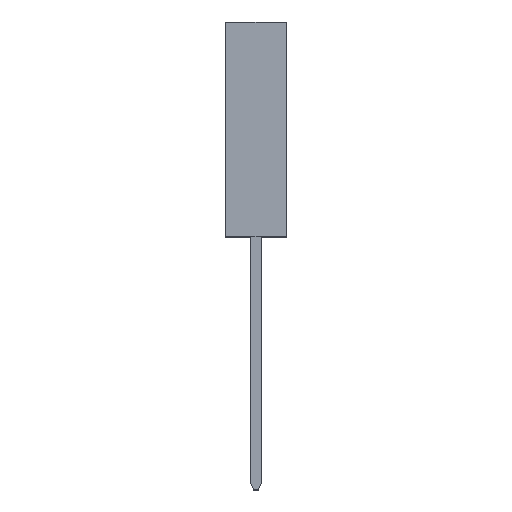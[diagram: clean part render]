
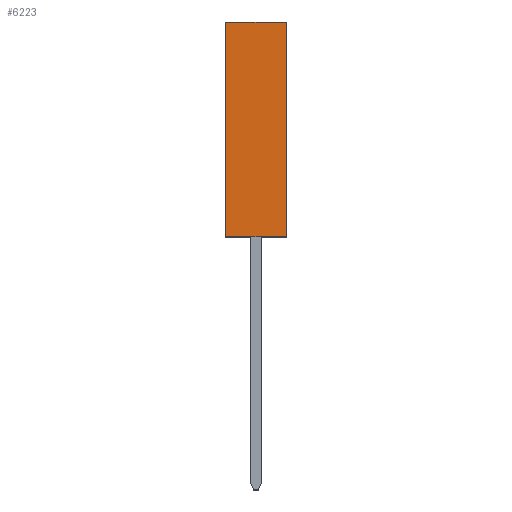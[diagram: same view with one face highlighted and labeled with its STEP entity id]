
A CAD part, top view. The second image highlights one B-rep face of the part: STEP entity #6223.
In plain terms, the highlighted planar face has unit normal (0, 0, 1).
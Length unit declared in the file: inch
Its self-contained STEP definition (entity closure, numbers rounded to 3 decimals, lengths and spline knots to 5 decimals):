
#21 = EDGE_CURVE ( 'NONE', #2231, #5245, #6305, .T. ) ;
#187 = CARTESIAN_POINT ( 'NONE',  ( 0.0475, 0., 0.31 ) ) ;
#337 = CARTESIAN_POINT ( 'NONE',  ( 0.0475, 0.335, 0.31 ) ) ;
#451 = ORIENTED_EDGE ( 'NONE', *, *, #2804, .F. ) ;
#855 = CARTESIAN_POINT ( 'NONE',  ( -0.0475, 0.335, 0.31 ) ) ;
#890 = FACE_OUTER_BOUND ( 'NONE', #1408, .T. ) ;
#897 = CARTESIAN_POINT ( 'NONE',  ( -0.0475, 0.335, 0.31 ) ) ;
#1408 = EDGE_LOOP ( 'NONE', ( #2634, #2157, #451, #2061 ) ) ;
#1911 = EDGE_CURVE ( 'NONE', #6976, #5245, #6334, .T. ) ;
#1919 = EDGE_CURVE ( 'NONE', #3783, #2231, #3432, .T. ) ;
#2061 = ORIENTED_EDGE ( 'NONE', *, *, #1919, .T. ) ;
#2157 = ORIENTED_EDGE ( 'NONE', *, *, #1911, .F. ) ;
#2231 = VERTEX_POINT ( 'NONE', #3800 ) ;
#2634 = ORIENTED_EDGE ( 'NONE', *, *, #21, .T. ) ;
#2649 = PLANE ( 'NONE',  #6690 ) ;
#2804 = EDGE_CURVE ( 'NONE', #3783, #6976, #3605, .T. ) ;
#3206 = CARTESIAN_POINT ( 'NONE',  ( 0.0475, 0.335, 0.31 ) ) ;
#3212 = DIRECTION ( 'NONE',  ( 0., 0., -1. ) ) ;
#3263 = VECTOR ( 'NONE', #4125, 39.37008 ) ;
#3373 = DIRECTION ( 'NONE',  ( 1., 0., 0. ) ) ;
#3432 = LINE ( 'NONE', #855, #3263 ) ;
#3605 = LINE ( 'NONE', #6670, #6537 ) ;
#3762 = DIRECTION ( 'NONE',  ( 1., 0., 0. ) ) ;
#3783 = VERTEX_POINT ( 'NONE', #897 ) ;
#3800 = CARTESIAN_POINT ( 'NONE',  ( -0.0475, 0., 0.31 ) ) ;
#4095 = DIRECTION ( 'NONE',  ( 0., -1., 0. ) ) ;
#4125 = DIRECTION ( 'NONE',  ( 0., -1., 0. ) ) ;
#4905 = VECTOR ( 'NONE', #3762, 39.37008 ) ;
#5245 = VERTEX_POINT ( 'NONE', #187 ) ;
#6164 = VECTOR ( 'NONE', #4095, 39.37008 ) ;
#6223 = ADVANCED_FACE ( 'NONE', ( #890 ), #2649, .F. ) ;
#6305 = LINE ( 'NONE', #7087, #4905 ) ;
#6334 = LINE ( 'NONE', #337, #6164 ) ;
#6496 = CARTESIAN_POINT ( 'NONE',  ( -0.0475, 0.335, 0.31 ) ) ;
#6537 = VECTOR ( 'NONE', #3373, 39.37008 ) ;
#6670 = CARTESIAN_POINT ( 'NONE',  ( -0.0475, 0.335, 0.31 ) ) ;
#6690 = AXIS2_PLACEMENT_3D ( 'NONE', #6496, #3212, #7070 ) ;
#6976 = VERTEX_POINT ( 'NONE', #3206 ) ;
#7070 = DIRECTION ( 'NONE',  ( -1., 0., 0. ) ) ;
#7087 = CARTESIAN_POINT ( 'NONE',  ( -0.0475, 0., 0.31 ) ) ;
